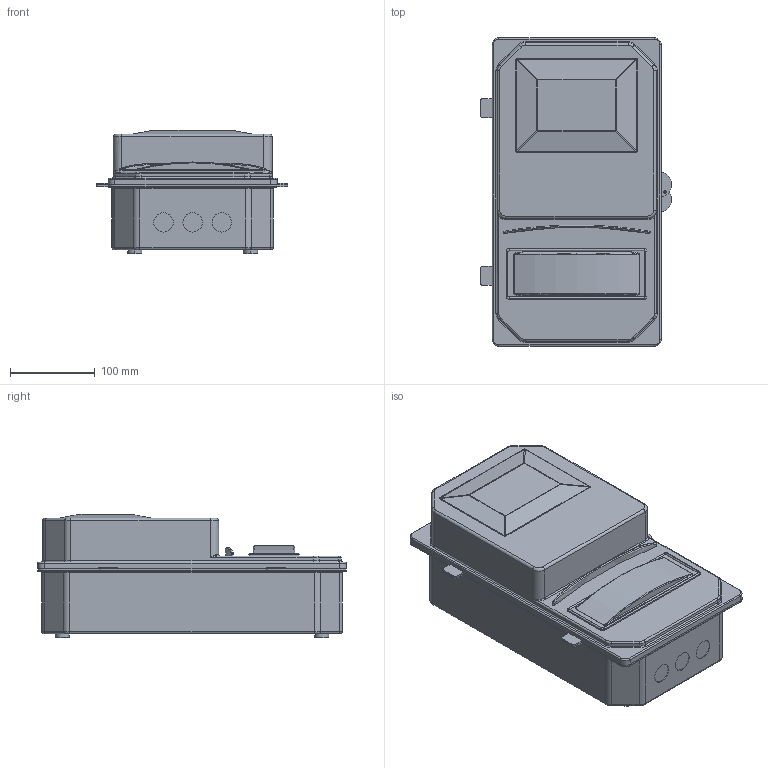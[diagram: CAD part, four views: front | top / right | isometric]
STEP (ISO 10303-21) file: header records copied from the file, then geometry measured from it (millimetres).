
FILE_DESCRIPTION (( 'STEP AP214' ), '1' );
FILE_NAME ('MSP308I-3-55 Êîðïóñ ïëàñòèêîâûé ÙÓÐí-Ï 3_8 È IP55.STEP', '2016-10-21T06:39:24', ( '' ), ( '' ), 'SwSTEP 2.0', 'SolidWorks 2014', '' );
FILE_SCHEMA (( 'AUTOMOTIVE_DESIGN' ));
Length unit declared in the file: millimetre
Products named in the file (1): MSP308I-3-55 Êîðïóñ ïëàñòèêîâûé ÙÓÐí-Ï 3_8 È IP55
Bounding box: 226.45 x 365 x 146 mm (x, y, z)
Volume: 901196.3 mm3; surface area: 593195.3 mm2
Topology: 3 solids, 3 shells, 592 faces, 1372 edges, 850 vertices
Faces by surface type: cylinder 302, plane 192, torus 70, bspline 20, sphere 8
Entity records: 17784 total; most frequent: CARTESIAN_POINT 3850, DIRECTION 3160, ORIENTED_EDGE 2740, EDGE_CURVE 1370, AXIS2_PLACEMENT_3D 1260, VERTEX_POINT 850, CIRCLE 687, EDGE_LOOP 666
